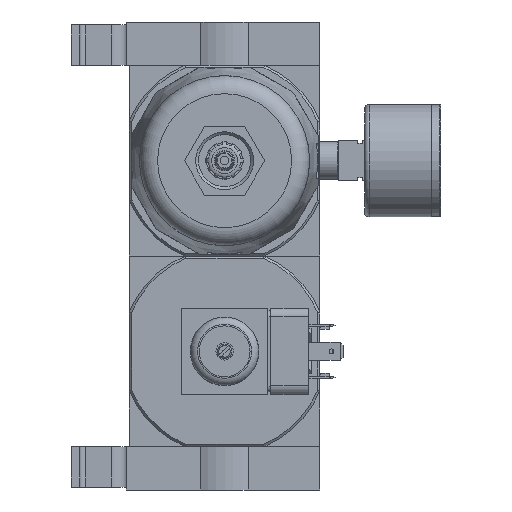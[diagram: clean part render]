
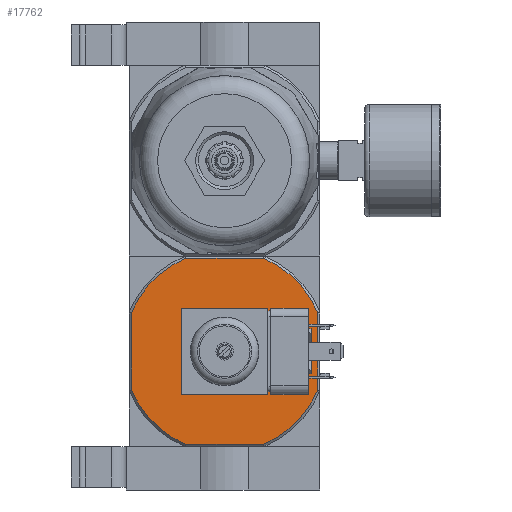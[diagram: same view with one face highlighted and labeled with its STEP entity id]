
A CAD part, front view. The second image highlights one B-rep face of the part: STEP entity #17762.
In plain terms, the highlighted planar face has unit normal (0, -1, 0).
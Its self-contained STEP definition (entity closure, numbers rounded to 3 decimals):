
#1575=CIRCLE('',#24287,6.579);
#1576=CIRCLE('',#24288,34.9);
#1577=CIRCLE('',#24289,34.9);
#1578=CIRCLE('',#24290,34.9);
#1579=CIRCLE('',#24291,34.9);
#4943=ORIENTED_EDGE('',*,*,#8405,.F.);
#4944=ORIENTED_EDGE('',*,*,#8406,.T.);
#4945=ORIENTED_EDGE('',*,*,#8407,.F.);
#4946=ORIENTED_EDGE('',*,*,#8401,.T.);
#4947=ORIENTED_EDGE('',*,*,#8408,.F.);
#4948=ORIENTED_EDGE('',*,*,#8409,.F.);
#4949=ORIENTED_EDGE('',*,*,#8410,.F.);
#4950=ORIENTED_EDGE('',*,*,#8411,.F.);
#4951=ORIENTED_EDGE('',*,*,#8412,.F.);
#8401=EDGE_CURVE('',#10425,#10426,#11732,.T.);
#8405=EDGE_CURVE('',#10429,#10429,#1575,.T.);
#8406=EDGE_CURVE('',#10430,#10431,#11734,.T.);
#8407=EDGE_CURVE('',#10425,#10431,#1576,.T.);
#8408=EDGE_CURVE('',#10432,#10426,#1577,.T.);
#8409=EDGE_CURVE('',#10433,#10432,#11735,.T.);
#8410=EDGE_CURVE('',#10434,#10433,#1578,.T.);
#8411=EDGE_CURVE('',#10435,#10434,#11736,.T.);
#8412=EDGE_CURVE('',#10430,#10435,#1579,.T.);
#10425=VERTEX_POINT('',#34729);
#10426=VERTEX_POINT('',#34730);
#10429=VERTEX_POINT('',#34744);
#10430=VERTEX_POINT('',#34746);
#10431=VERTEX_POINT('',#34747);
#10432=VERTEX_POINT('',#34750);
#10433=VERTEX_POINT('',#34752);
#10434=VERTEX_POINT('',#34754);
#10435=VERTEX_POINT('',#34756);
#11732=LINE('',#34728,#13021);
#11734=LINE('',#34745,#13023);
#11735=LINE('',#34751,#13024);
#11736=LINE('',#34755,#13025);
#13021=VECTOR('',#28220,1000.);
#13023=VECTOR('',#28226,1000.);
#13024=VECTOR('',#28231,1000.);
#13025=VECTOR('',#28234,1000.);
#14482=EDGE_LOOP('',(#4943));
#14483=EDGE_LOOP('',(#4944,#4945,#4946,#4947,#4948,#4949,#4950,#4951));
#15922=FACE_BOUND('',#14482,.T.);
#15923=FACE_BOUND('',#14483,.T.);
#16838=PLANE('',#24286);
#17762=ADVANCED_FACE('',(#15922,#15923),#16838,.F.);
#24286=AXIS2_PLACEMENT_3D('',#34742,#28222,#28223);
#24287=AXIS2_PLACEMENT_3D('',#34743,#28224,#28225);
#24288=AXIS2_PLACEMENT_3D('',#34748,#28227,#28228);
#24289=AXIS2_PLACEMENT_3D('',#34749,#28229,#28230);
#24290=AXIS2_PLACEMENT_3D('',#34753,#28232,#28233);
#24291=AXIS2_PLACEMENT_3D('',#34757,#28235,#28236);
#28220=DIRECTION('',(0.,0.,-1.));
#28222=DIRECTION('',(0.,1.,0.));
#28223=DIRECTION('',(0.,0.,1.));
#28224=DIRECTION('',(0.,-1.,0.));
#28225=DIRECTION('',(0.,0.,-1.));
#28226=DIRECTION('',(-1.,0.,0.));
#28227=DIRECTION('',(0.,1.,0.));
#28228=DIRECTION('',(-1.,0.,0.));
#28229=DIRECTION('',(0.,1.,0.));
#28230=DIRECTION('',(-1.,0.,0.));
#28231=DIRECTION('',(-1.,0.,0.));
#28232=DIRECTION('',(0.,1.,0.));
#28233=DIRECTION('',(-1.,0.,0.));
#28234=DIRECTION('',(0.,0.,-1.));
#28235=DIRECTION('',(0.,1.,0.));
#28236=DIRECTION('',(-1.,0.,0.));
#34728=CARTESIAN_POINT('',(-32.2,-33.,33.));
#34729=CARTESIAN_POINT('',(-32.2,-33.,13.46));
#34730=CARTESIAN_POINT('',(-32.2,-33.,-13.46));
#34742=CARTESIAN_POINT('',(-32.2,-33.,33.));
#34743=CARTESIAN_POINT('',(0.,-33.,0.));
#34744=CARTESIAN_POINT('',(0.,-33.,-6.579));
#34745=CARTESIAN_POINT('',(33.,-33.,32.2));
#34746=CARTESIAN_POINT('',(13.46,-33.,32.2));
#34747=CARTESIAN_POINT('',(-13.46,-33.,32.2));
#34748=CARTESIAN_POINT('',(0.,-33.,0.));
#34749=CARTESIAN_POINT('',(0.,-33.,0.));
#34750=CARTESIAN_POINT('',(-13.46,-33.,-32.2));
#34751=CARTESIAN_POINT('',(33.,-33.,-32.2));
#34752=CARTESIAN_POINT('',(13.46,-33.,-32.2));
#34753=CARTESIAN_POINT('',(0.,-33.,0.));
#34754=CARTESIAN_POINT('',(32.2,-33.,-13.46));
#34755=CARTESIAN_POINT('',(32.2,-33.,33.));
#34756=CARTESIAN_POINT('',(32.2,-33.,13.46));
#34757=CARTESIAN_POINT('',(0.,-33.,0.));
